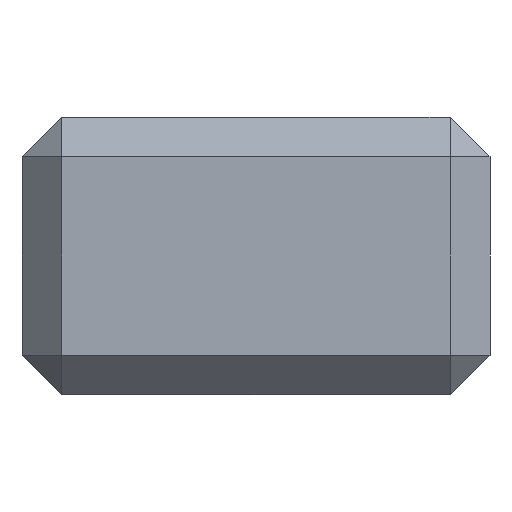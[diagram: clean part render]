
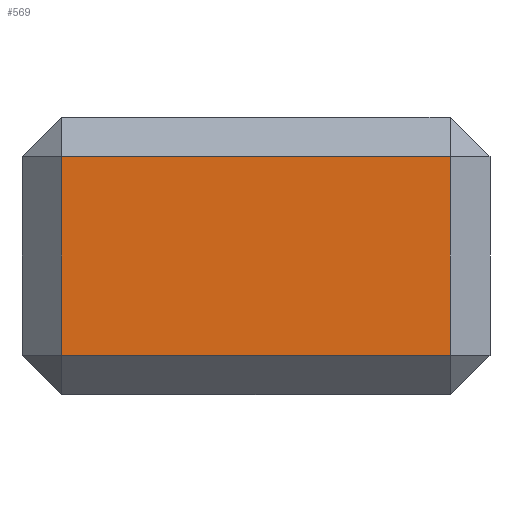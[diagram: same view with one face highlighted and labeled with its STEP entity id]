
A CAD part, left-side view. The second image highlights one B-rep face of the part: STEP entity #569.
In plain terms, the highlighted planar face has unit normal (-1, 0, 0).
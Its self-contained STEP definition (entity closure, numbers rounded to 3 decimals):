
#48=PLANE('',#636);
#86=FACE_OUTER_BOUND('',#126,.T.);
#126=EDGE_LOOP('',(#519,#520,#521,#522));
#181=LINE('',#943,#241);
#183=LINE('',#946,#243);
#185=LINE('',#950,#245);
#186=LINE('',#952,#246);
#241=VECTOR('',#778,10.);
#243=VECTOR('',#782,10.);
#245=VECTOR('',#788,10.);
#246=VECTOR('',#791,10.);
#282=VERTEX_POINT('',#871);
#284=VERTEX_POINT('',#877);
#288=VERTEX_POINT('',#886);
#292=VERTEX_POINT('',#897);
#369=EDGE_CURVE('',#284,#292,#181,.T.);
#371=EDGE_CURVE('',#292,#288,#183,.T.);
#373=EDGE_CURVE('',#288,#282,#185,.T.);
#374=EDGE_CURVE('',#282,#284,#186,.T.);
#519=ORIENTED_EDGE('',*,*,#369,.F.);
#520=ORIENTED_EDGE('',*,*,#374,.F.);
#521=ORIENTED_EDGE('',*,*,#373,.F.);
#522=ORIENTED_EDGE('',*,*,#371,.F.);
#569=ADVANCED_FACE('',(#86),#48,.T.);
#636=AXIS2_PLACEMENT_3D('',#958,#801,#802);
#778=DIRECTION('',(0.,1.,0.));
#782=DIRECTION('',(0.,0.,1.));
#788=DIRECTION('',(0.,-1.,0.));
#791=DIRECTION('',(0.,0.,-1.));
#801=DIRECTION('center_axis',(-1.,0.,0.));
#802=DIRECTION('ref_axis',(0.,-1.,0.));
#871=CARTESIAN_POINT('',(-2.95,-2.45,3.));
#877=CARTESIAN_POINT('',(-2.95,-2.45,0.5));
#886=CARTESIAN_POINT('',(-2.95,2.45,3.));
#897=CARTESIAN_POINT('',(-2.95,2.45,0.5));
#943=CARTESIAN_POINT('',(-2.95,1.475,0.5));
#946=CARTESIAN_POINT('',(-2.95,2.45,0.));
#950=CARTESIAN_POINT('',(-2.95,1.475,3.));
#952=CARTESIAN_POINT('',(-2.95,-2.45,0.));
#958=CARTESIAN_POINT('Origin',(-2.95,2.95,0.));
